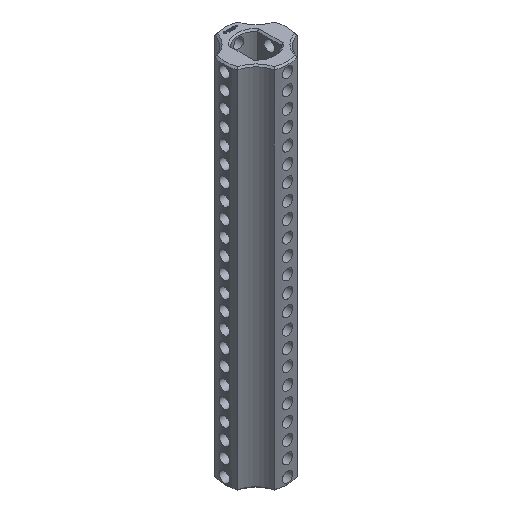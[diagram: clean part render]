
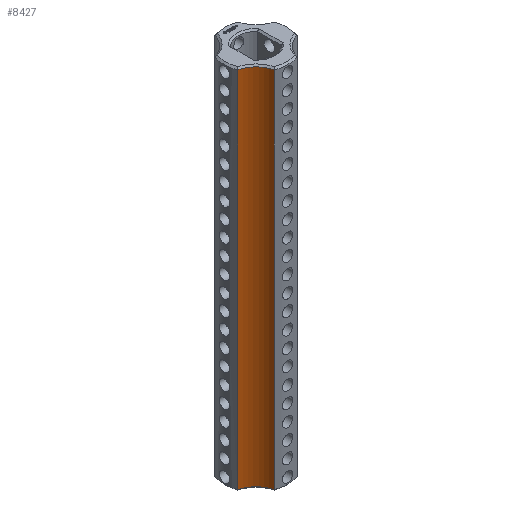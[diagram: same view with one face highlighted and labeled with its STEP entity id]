
A CAD part, isometric view. The second image highlights one B-rep face of the part: STEP entity #8427.
In plain terms, the highlighted cylindrical face has radius 5 mm (diameter 10 mm), a partial arc.
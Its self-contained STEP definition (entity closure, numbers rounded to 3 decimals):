
#2503 = EDGE_CURVE('',#2504,#2506,#2508,.T.);
#2504 = VERTEX_POINT('',#2505);
#2505 = CARTESIAN_POINT('',(-2.225,-5.841,0.3));
#2506 = VERTEX_POINT('',#2507);
#2507 = CARTESIAN_POINT('',(-2.225,-5.841,71.575));
#2508 = LINE('',#2509,#2510);
#2509 = CARTESIAN_POINT('',(-2.225,-5.841,0.));
#2510 = VECTOR('',#2511,1.);
#2511 = DIRECTION('',(0.,0.,1.));
#8427 = ADVANCED_FACE('',(#8428),#8455,.F.);
#8428 = FACE_BOUND('',#8429,.T.);
#8429 = EDGE_LOOP('',(#8430,#8431,#8440,#8448));
#8430 = ORIENTED_EDGE('',*,*,#2503,.T.);
#8431 = ORIENTED_EDGE('',*,*,#8432,.T.);
#8432 = EDGE_CURVE('',#2506,#8433,#8435,.T.);
#8433 = VERTEX_POINT('',#8434);
#8434 = CARTESIAN_POINT('',(-5.841,-2.225,71.575));
#8435 = CIRCLE('',#8436,5.);
#8436 = AXIS2_PLACEMENT_3D('',#8437,#8438,#8439);
#8437 = CARTESIAN_POINT('',(-7.071,-7.071,71.575));
#8438 = DIRECTION('',(0.,-0.,1.));
#8439 = DIRECTION('',(0.969,0.246,0.));
#8440 = ORIENTED_EDGE('',*,*,#8441,.F.);
#8441 = EDGE_CURVE('',#8442,#8433,#8444,.T.);
#8442 = VERTEX_POINT('',#8443);
#8443 = CARTESIAN_POINT('',(-5.841,-2.225,0.3));
#8444 = LINE('',#8445,#8446);
#8445 = CARTESIAN_POINT('',(-5.841,-2.225,0.));
#8446 = VECTOR('',#8447,1.);
#8447 = DIRECTION('',(0.,0.,1.));
#8448 = ORIENTED_EDGE('',*,*,#8449,.F.);
#8449 = EDGE_CURVE('',#2504,#8442,#8450,.T.);
#8450 = CIRCLE('',#8451,5.);
#8451 = AXIS2_PLACEMENT_3D('',#8452,#8453,#8454);
#8452 = CARTESIAN_POINT('',(-7.071,-7.071,0.3));
#8453 = DIRECTION('',(0.,-0.,1.));
#8454 = DIRECTION('',(0.969,0.246,0.));
#8455 = CYLINDRICAL_SURFACE('',#8456,5.);
#8456 = AXIS2_PLACEMENT_3D('',#8457,#8458,#8459);
#8457 = CARTESIAN_POINT('',(-7.071,-7.071,0.));
#8458 = DIRECTION('',(-0.,-0.,-1.));
#8459 = DIRECTION('',(1.,0.,0.));
